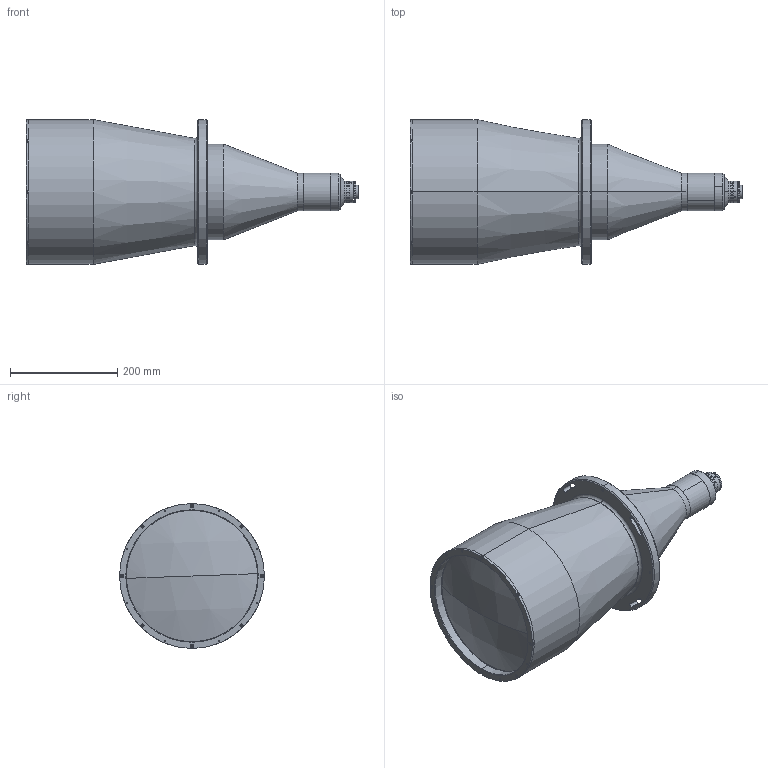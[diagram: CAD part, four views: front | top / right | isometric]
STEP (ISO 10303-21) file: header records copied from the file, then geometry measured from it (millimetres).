
FILE_DESCRIPTION (( 'STEP AP203' ), '1' );
FILE_NAME ('XF-PTL23808-C.STEP', '2019-07-22T05:38:34', ( 'puyufan' ), ( '' ), 'SwSTEP 2.0', 'SolidWorks 2014', '' );
FILE_SCHEMA (( 'CONFIG_CONTROL_DESIGN' ));
Length unit declared in the file: millimetre
Products named in the file (1): XF-PTL23808-C
Bounding box: 619.24 x 270 x 270 mm (x, y, z)
Surface area: 571813.2 mm2 (no closed solid volume)
Topology: 0 solids, 45 shells, 309 faces, 1338 edges, 1059 vertices
Faces by surface type: cylinder 139, plane 100, cone 50, torus 18, sphere 2
Entity records: 18237 total; most frequent: CARTESIAN_POINT 7289, DIRECTION 2302, ORIENTED_EDGE 1906, EDGE_CURVE 1326, VERTEX_POINT 1059, AXIS2_PLACEMENT_3D 870, LINE 562, VECTOR 562
